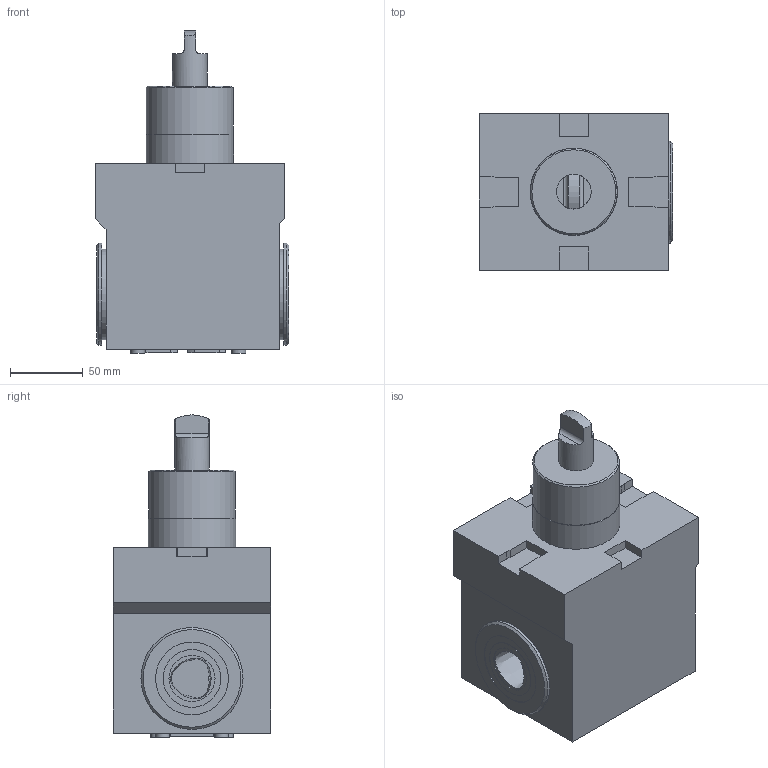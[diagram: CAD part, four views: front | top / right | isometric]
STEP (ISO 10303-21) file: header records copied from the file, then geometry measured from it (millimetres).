
FILE_DESCRIPTION(/* description */ (''),/* implementation_level */ '2;1');
FILE_NAME(/* name */ '1581915272478.stp',/* time_stamp */ '2020-02-17T10:24:42+06:00',/* author */ (''),/* organization */ ('SMS'),/* preprocessor_version */ 'ST-DEVELOPER v16.7',/* originating_system */ 'SIEMENS PLM Software NX 12.0',/* authorisation */ '');
FILE_SCHEMA (('AUTOMOTIVE_DESIGN { 1 0 10303 214 3 1 1 1 }'));
Length unit declared in the file: millimetre
Products named in the file (1): 201988874mod000_01
Bounding box: 133 x 108 x 221.08 mm (x, y, z)
Volume: 1858548 mm3; surface area: 110400.2 mm2
Topology: 1 solids, 1 shells, 105 faces, 259 edges, 180 vertices
Faces by surface type: plane 63, cylinder 36, cone 4, bspline 2
Full cylindrical faces by diameter (mm): 2.5 x2, 9.5 x4, 23.8 x1, 31.6 x2, 39.576 x2, 50 x2, 59.6 x1, 60 x1, 62 x2, 70 x2
Entity records: 3416 total; most frequent: CARTESIAN_POINT 964, DIRECTION 492, ORIENTED_EDGE 452, EDGE_CURVE 226, AXIS2_PLACEMENT_3D 180, VERTEX_POINT 168, EDGE_LOOP 150, LINE 132
